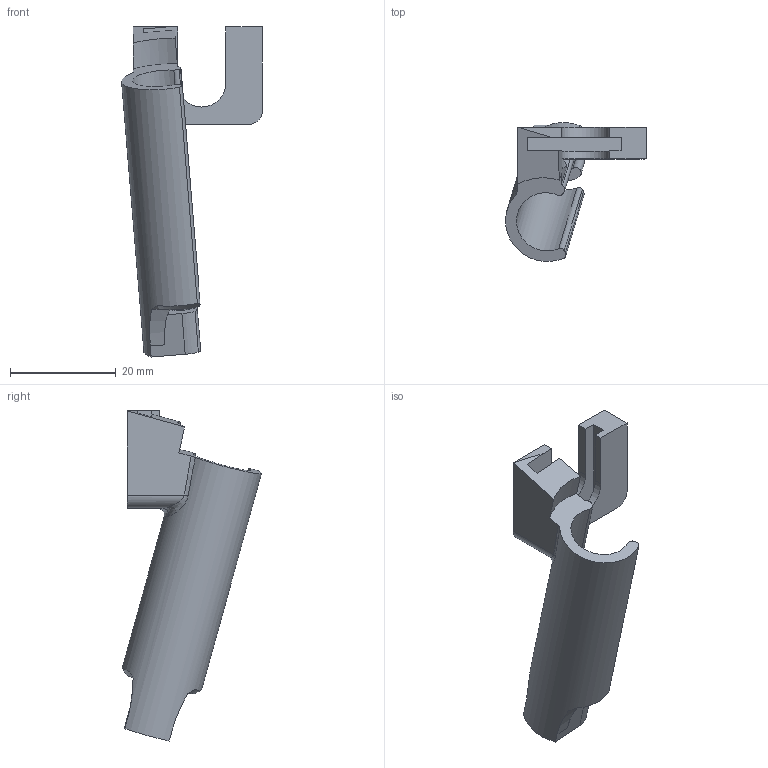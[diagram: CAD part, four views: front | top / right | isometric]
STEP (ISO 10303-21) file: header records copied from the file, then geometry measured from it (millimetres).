
FILE_DESCRIPTION(/* description */ (''),/* implementation_level */ '2;1');
FILE_NAME(/* name */ 'Endocope Mount v26.step',/* time_stamp */ '2023-09-26T17:05:41+01:00',/* author */ (''),/* organization */ (''),/* preprocessor_version */ 'ST-DEVELOPER v20',/* originating_system */ 'Autodesk Translation Framework v12.14.0.127',/* authorisation */ '');
FILE_SCHEMA (('AUTOMOTIVE_DESIGN { 1 0 10303 214 3 1 1 }'));
Length unit declared in the file: millimetre
Products named in the file (1): Endocope Mount
Bounding box: 26.6 x 26.27 x 62.29 mm (x, y, z)
Volume: 4970.4 mm3; surface area: 4835 mm2
Topology: 1 solids, 1 shells, 54 faces, 151 edges, 99 vertices
Faces by surface type: plane 29, cylinder 16, bspline 7, cone 2
Entity records: 3696 total; most frequent: CARTESIAN_POINT 2312, ORIENTED_EDGE 302, DIRECTION 259, EDGE_CURVE 151, VERTEX_POINT 99, AXIS2_PLACEMENT_3D 88, LINE 83, VECTOR 83
